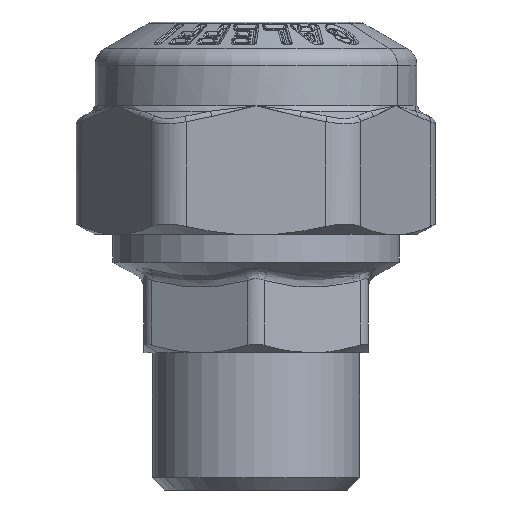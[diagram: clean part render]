
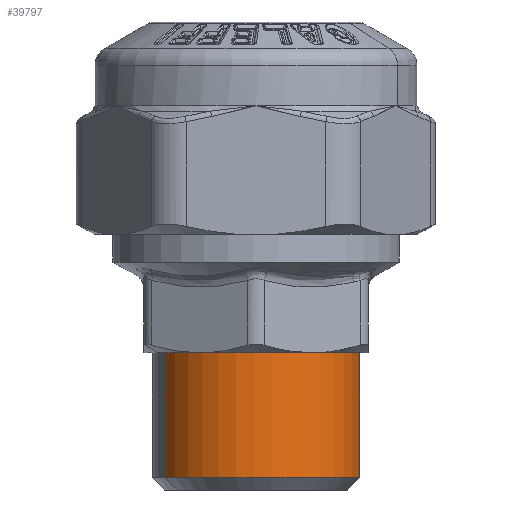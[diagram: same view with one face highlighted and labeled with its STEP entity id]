
A CAD part, left-side view. The second image highlights one B-rep face of the part: STEP entity #39797.
In plain terms, the highlighted cylindrical face has radius 8.3 mm (diameter 16.6 mm), a partial arc.
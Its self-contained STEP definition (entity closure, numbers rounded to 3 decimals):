
#39758=CARTESIAN_POINT('Axis2P3D Location',(0.,0.,21.239)) ;
#39763=CARTESIAN_POINT('Axis2P3D Location',(0.,0.,16.556)) ;
#39767=CARTESIAN_POINT('Vertex',(-3.979,7.284,16.556)) ;
#39769=CARTESIAN_POINT('Vertex',(3.979,-7.284,16.556)) ;
#39772=CARTESIAN_POINT('Line Origine',(-3.979,7.284,11.556)) ;
#39776=CARTESIAN_POINT('Vertex',(-3.979,7.284,6.556)) ;
#39779=CARTESIAN_POINT('Axis2P3D Location',(0.,0.,6.556)) ;
#39783=CARTESIAN_POINT('Vertex',(3.979,-7.284,6.556)) ;
#39786=CARTESIAN_POINT('Line Origine',(3.979,-7.284,11.556)) ;
#39774=VECTOR('Line Direction',#39773,1.) ;
#39788=VECTOR('Line Direction',#39787,1.) ;
#39759=DIRECTION('Axis2P3D Direction',(0.,0.,1.)) ;
#39760=DIRECTION('Axis2P3D XDirection',(-0.479,0.878,0.)) ;
#39764=DIRECTION('Axis2P3D Direction',(0.,0.,1.)) ;
#39773=DIRECTION('Vector Direction',(0.,0.,1.)) ;
#39780=DIRECTION('Axis2P3D Direction',(0.,0.,1.)) ;
#39787=DIRECTION('Vector Direction',(0.,0.,1.)) ;
#39761=AXIS2_PLACEMENT_3D('Cylinder Axis2P3D',#39758,#39759,#39760) ;
#39765=AXIS2_PLACEMENT_3D('Circle Axis2P3D',#39763,#39764,$) ;
#39781=AXIS2_PLACEMENT_3D('Circle Axis2P3D',#39779,#39780,$) ;
#39775=LINE('Line',#39772,#39774) ;
#39789=LINE('Line',#39786,#39788) ;
#39766=CIRCLE('generated circle',#39765,8.3) ;
#39782=CIRCLE('generated circle',#39781,8.3) ;
#39762=CYLINDRICAL_SURFACE('generated cylinder',#39761,8.3) ;
#39771=EDGE_CURVE('',#39768,#39770,#39766,.T.) ;
#39778=EDGE_CURVE('',#39768,#39777,#39775,.F.) ;
#39785=EDGE_CURVE('',#39777,#39784,#39782,.T.) ;
#39790=EDGE_CURVE('',#39770,#39784,#39789,.F.) ;
#39792=ORIENTED_EDGE('',*,*,#39771,.F.) ;
#39793=ORIENTED_EDGE('',*,*,#39778,.T.) ;
#39794=ORIENTED_EDGE('',*,*,#39785,.T.) ;
#39795=ORIENTED_EDGE('',*,*,#39790,.F.) ;
#39791=EDGE_LOOP('',(#39792,#39793,#39794,#39795)) ;
#39768=VERTEX_POINT('',#39767) ;
#39770=VERTEX_POINT('',#39769) ;
#39777=VERTEX_POINT('',#39776) ;
#39784=VERTEX_POINT('',#39783) ;
#39797=ADVANCED_FACE('PartBody',(#39796),#39762,.T.) ;
#39796=FACE_OUTER_BOUND('',#39791,.T.) ;
